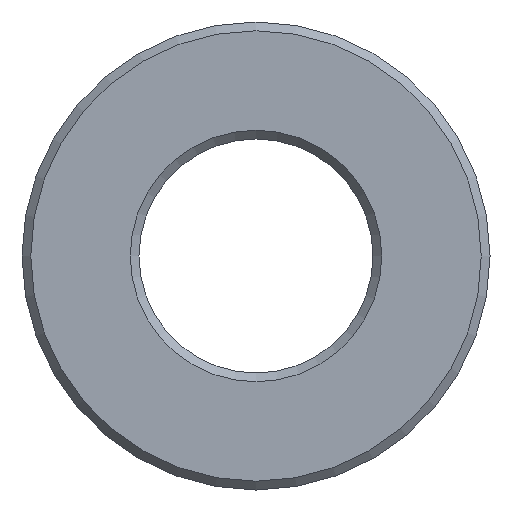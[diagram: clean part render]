
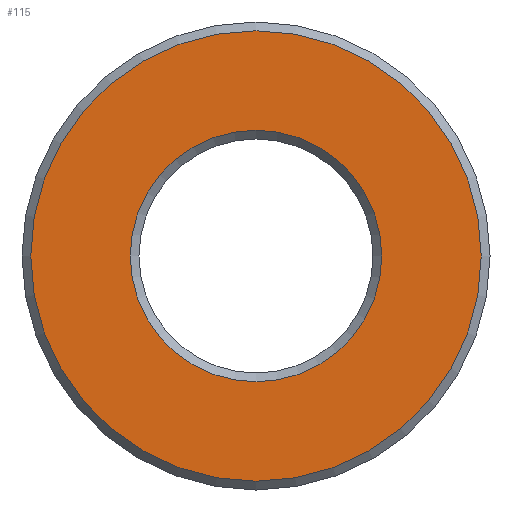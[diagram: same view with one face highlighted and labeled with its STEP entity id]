
A CAD part, front view. The second image highlights one B-rep face of the part: STEP entity #115.
In plain terms, the highlighted planar face has unit normal (0, -1, 0).
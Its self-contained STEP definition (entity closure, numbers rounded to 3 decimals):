
#15=FACE_BOUND('',#32,.T.);
#17=PLANE('',#140);
#23=FACE_OUTER_BOUND('',#31,.T.);
#31=EDGE_LOOP('',(#89));
#32=EDGE_LOOP('',(#90));
#52=CIRCLE('',#137,2.15);
#54=CIRCLE('',#141,3.85);
#60=VERTEX_POINT('',#195);
#62=VERTEX_POINT('',#203);
#69=EDGE_CURVE('',#60,#60,#52,.T.);
#72=EDGE_CURVE('',#62,#62,#54,.T.);
#89=ORIENTED_EDGE('',*,*,#72,.F.);
#90=ORIENTED_EDGE('',*,*,#69,.F.);
#115=ADVANCED_FACE('',(#23,#15),#17,.F.);
#137=AXIS2_PLACEMENT_3D('',#197,#158,#159);
#140=AXIS2_PLACEMENT_3D('',#202,#165,#166);
#141=AXIS2_PLACEMENT_3D('',#204,#167,#168);
#158=DIRECTION('center_axis',(0.,-1.,0.));
#159=DIRECTION('ref_axis',(1.,0.,0.));
#165=DIRECTION('center_axis',(0.,1.,0.));
#166=DIRECTION('ref_axis',(1.,0.,0.));
#167=DIRECTION('center_axis',(0.,1.,0.));
#168=DIRECTION('ref_axis',(1.,0.,0.));
#195=CARTESIAN_POINT('',(-2.15,0.,0.));
#197=CARTESIAN_POINT('Origin',(0.,0.,0.));
#202=CARTESIAN_POINT('Origin',(0.,0.,0.));
#203=CARTESIAN_POINT('',(-3.85,0.,0.));
#204=CARTESIAN_POINT('Origin',(0.,0.,0.));
